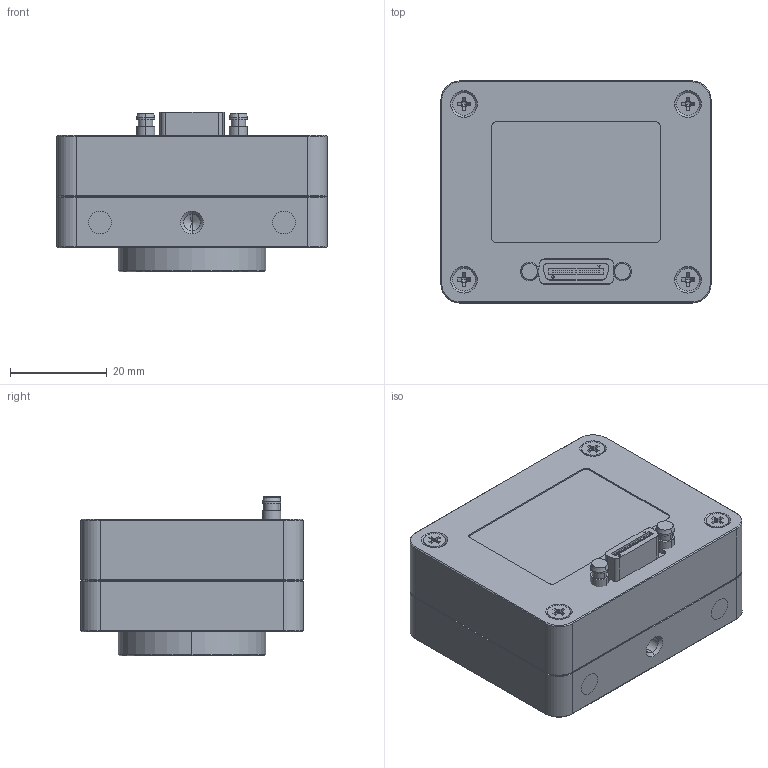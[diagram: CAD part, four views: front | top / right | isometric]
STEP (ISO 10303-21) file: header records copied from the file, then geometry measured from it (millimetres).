
FILE_DESCRIPTION (( 'STEP AP214' ), '1' );
FILE_NAME ('MTN003816.STEP', '2014-08-06T09:52:38', ( '' ), ( '' ), 'SwSTEP 2.0', 'SolidWorks 2014', '' );
FILE_SCHEMA (( 'AUTOMOTIVE_DESIGN' ));
Length unit declared in the file: millimetre
Products named in the file (13): M0092-0893-0a   Kamera Frontteil mit zusätzlichen Befestigungsgewinden zöllisch; Halter Teil3 TYP150-7AR Baugruppe; Linsenarray; Halter Teil3 Typ150-7AR_mit Laserbeschriftung; Halter Teil1 WFS20 Baugruppe; Halter Teil2 Baugruppe; Kugel 2mm; Halter Teil2; Magnet3x1; Stift 1x4; Halter Teil1 WFS20; Kamera aus GMK975-002_R023; MTN003816
Assembly tree (32 placements, depth 4):
  MTN003816
    Kamera aus GMK975-002_R023
    Halter Teil1 WFS20 Baugruppe
      Halter Teil1 WFS20
      Stift 1x4  x7
      Magnet3x1  x6
      Halter Teil2 Baugruppe
        Halter Teil2
        Kugel 2mm  x3
        Magnet3x1  x6
    Halter Teil2 Baugruppe
      Halter Teil2
      Kugel 2mm  x3
      Magnet3x1  x6
    Halter Teil3 TYP150-7AR Baugruppe
      Halter Teil3 Typ150-7AR_mit Laserbeschriftung
      Linsenarray
    M0092-0893-0a   Kamera Frontteil mit zusätzlichen Befestigungsgewinden zöllisch
Bounding box: 56 x 46 x 33.11 mm (x, y, z)
Volume: 71580.9 mm3; surface area: 44260.4 mm2
Topology: 51 solids, 51 shells, 2428 faces, 6392 edges, 3835 vertices
Faces by surface type: plane 1164, cylinder 687, bspline 299, cone 252, sphere 26
Entity records: 98719 total; most frequent: CARTESIAN_POINT 22324, ORIENTED_EDGE 11224, DIRECTION 11212, EDGE_CURVE 5612, AXIS2_PLACEMENT_3D 4025, VERTEX_POINT 3645, LINE 3162, VECTOR 3162
